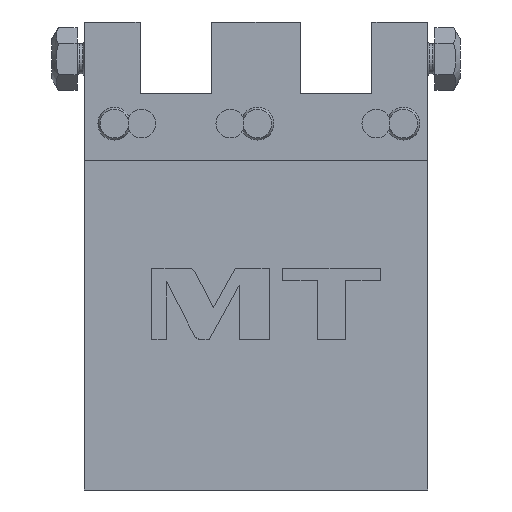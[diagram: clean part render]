
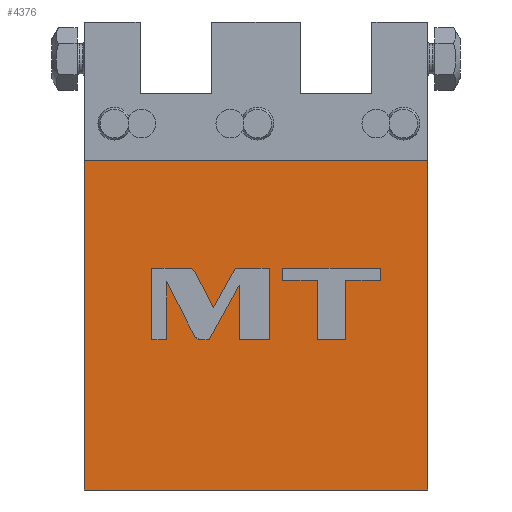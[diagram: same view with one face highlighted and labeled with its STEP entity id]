
A CAD part, left-side view. The second image highlights one B-rep face of the part: STEP entity #4376.
In plain terms, the highlighted planar face has unit normal (-1, 0, 0).
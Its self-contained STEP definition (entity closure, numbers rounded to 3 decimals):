
#693=DIRECTION('',(0.,-1.,0.));
#694=VECTOR('',#693,120.);
#695=CARTESIAN_POINT('',(-36.,63.5,-65.));
#696=LINE('',#695,#694);
#713=DIRECTION('',(0.,-1.,0.));
#714=VECTOR('',#713,120.);
#715=CARTESIAN_POINT('',(-36.,63.5,50.));
#716=LINE('',#715,#714);
#717=CARTESIAN_POINT('',(-36.,24.713,10.872));
#718=CARTESIAN_POINT('',(-36.,25.232,11.876));
#719=CARTESIAN_POINT('',(-36.,26.257,12.5));
#720=CARTESIAN_POINT('',(-36.,27.387,12.5));
#722=DIRECTION('',(0.,1.,0.));
#723=VECTOR('',#722,12.568);
#724=CARTESIAN_POINT('',(-36.,27.387,12.5));
#725=LINE('',#724,#723);
#726=DIRECTION('',(0.,0.,-1.));
#727=VECTOR('',#726,25.);
#728=CARTESIAN_POINT('',(-36.,39.955,12.5));
#729=LINE('',#728,#727);
#730=DIRECTION('',(0.,-1.,0.));
#731=VECTOR('',#730,5.2);
#732=CARTESIAN_POINT('',(-36.,39.955,-12.5));
#733=LINE('',#732,#731);
#734=DIRECTION('',(0.,0.,1.));
#735=VECTOR('',#734,20.253);
#736=CARTESIAN_POINT('',(-36.,34.755,-12.5));
#737=LINE('',#736,#735);
#738=DIRECTION('',(0.,-0.459,-0.888));
#739=VECTOR('',#738,20.967);
#740=CARTESIAN_POINT('',(-36.,34.755,7.753));
#741=LINE('',#740,#739);
#742=CARTESIAN_POINT('',(-36.,25.125,-10.872));
#743=CARTESIAN_POINT('',(-36.,24.605,-11.877));
#744=CARTESIAN_POINT('',(-36.,23.579,-12.5));
#745=CARTESIAN_POINT('',(-36.,22.448,-12.5));
#747=DIRECTION('',(0.,-1.,0.));
#748=VECTOR('',#747,2.608);
#749=CARTESIAN_POINT('',(-36.,22.448,-12.5));
#750=LINE('',#749,#748);
#751=DIRECTION('',(0.,-0.481,0.877));
#752=VECTOR('',#751,21.691);
#753=CARTESIAN_POINT('',(-36.,19.84,-12.5));
#754=LINE('',#753,#752);
#755=DIRECTION('',(0.,0.,-1.));
#756=VECTOR('',#755,19.015);
#757=CARTESIAN_POINT('',(-36.,9.402,6.515));
#758=LINE('',#757,#756);
#759=DIRECTION('',(0.,-1.,0.));
#760=VECTOR('',#759,10.52);
#761=CARTESIAN_POINT('',(-36.,9.402,-12.5));
#762=LINE('',#761,#760);
#763=DIRECTION('',(0.,0.,1.));
#764=VECTOR('',#763,25.);
#765=CARTESIAN_POINT('',(-36.,-1.118,-12.5));
#766=LINE('',#765,#764);
#767=DIRECTION('',(0.,1.,0.));
#768=VECTOR('',#767,11.86);
#769=CARTESIAN_POINT('',(-36.,-1.118,12.5));
#770=LINE('',#769,#768);
#771=DIRECTION('',(0.,0.481,-0.877));
#772=VECTOR('',#771,15.851);
#773=CARTESIAN_POINT('',(-36.,10.742,12.5));
#774=LINE('',#773,#772);
#775=DIRECTION('',(0.,0.459,0.888));
#776=VECTOR('',#775,13.81);
#777=CARTESIAN_POINT('',(-36.,18.37,-1.395));
#778=LINE('',#777,#776);
#779=DIRECTION('',(0.,0.,-1.));
#780=VECTOR('',#779,20.743);
#781=CARTESIAN_POINT('',(-36.,-17.931,8.243));
#782=LINE('',#781,#780);
#783=DIRECTION('',(0.,-1.,0.));
#784=VECTOR('',#783,9.903);
#785=CARTESIAN_POINT('',(-36.,-17.931,-12.5));
#786=LINE('',#785,#784);
#787=DIRECTION('',(0.,0.,1.));
#788=VECTOR('',#787,20.743);
#789=CARTESIAN_POINT('',(-36.,-27.834,-12.5));
#790=LINE('',#789,#788);
#791=DIRECTION('',(0.,-1.,0.));
#792=VECTOR('',#791,12.12);
#793=CARTESIAN_POINT('',(-36.,-27.834,8.243));
#794=LINE('',#793,#792);
#795=DIRECTION('',(0.,0.,1.));
#796=VECTOR('',#795,4.257);
#797=CARTESIAN_POINT('',(-36.,-39.954,8.243));
#798=LINE('',#797,#796);
#799=DIRECTION('',(0.,1.,0.));
#800=VECTOR('',#799,34.143);
#801=CARTESIAN_POINT('',(-36.,-39.954,12.5));
#802=LINE('',#801,#800);
#803=DIRECTION('',(0.,0.,-1.));
#804=VECTOR('',#803,4.257);
#805=CARTESIAN_POINT('',(-36.,-5.811,12.5));
#806=LINE('',#805,#804);
#807=DIRECTION('',(0.,-1.,0.));
#808=VECTOR('',#807,12.12);
#809=CARTESIAN_POINT('',(-36.,-5.811,8.243));
#810=LINE('',#809,#808);
#815=DIRECTION('',(0.,0.,1.));
#816=VECTOR('',#815,115.);
#817=CARTESIAN_POINT('',(-36.,63.5,-65.));
#818=LINE('',#817,#816);
#945=DIRECTION('',(0.,0.,1.));
#946=VECTOR('',#945,115.);
#947=CARTESIAN_POINT('',(-36.,-56.5,-65.));
#948=LINE('',#947,#946);
#2819=CARTESIAN_POINT('',(-36.,63.5,-65.));
#2820=CARTESIAN_POINT('',(-36.,-56.5,-65.));
#2821=VERTEX_POINT('',#2819);
#2822=VERTEX_POINT('',#2820);
#2823=CARTESIAN_POINT('',(-36.,63.5,50.));
#2824=CARTESIAN_POINT('',(-36.,-56.5,50.));
#2825=VERTEX_POINT('',#2823);
#2826=VERTEX_POINT('',#2824);
#3384=VERTEX_POINT('',#717);
#3385=VERTEX_POINT('',#720);
#3386=CARTESIAN_POINT('',(-36.,39.955,12.5));
#3387=VERTEX_POINT('',#3386);
#3388=CARTESIAN_POINT('',(-36.,39.955,-12.5));
#3389=VERTEX_POINT('',#3388);
#3390=CARTESIAN_POINT('',(-36.,34.755,-12.5));
#3391=VERTEX_POINT('',#3390);
#3392=CARTESIAN_POINT('',(-36.,34.755,7.753));
#3393=VERTEX_POINT('',#3392);
#3394=CARTESIAN_POINT('',(-36.,25.125,-10.872));
#3395=VERTEX_POINT('',#3394);
#3396=VERTEX_POINT('',#745);
#3397=CARTESIAN_POINT('',(-36.,19.84,-12.5));
#3398=VERTEX_POINT('',#3397);
#3399=CARTESIAN_POINT('',(-36.,9.402,6.515));
#3400=VERTEX_POINT('',#3399);
#3401=CARTESIAN_POINT('',(-36.,9.402,-12.5));
#3402=VERTEX_POINT('',#3401);
#3403=CARTESIAN_POINT('',(-36.,-1.118,-12.5));
#3404=VERTEX_POINT('',#3403);
#3405=CARTESIAN_POINT('',(-36.,-1.118,12.5));
#3406=VERTEX_POINT('',#3405);
#3407=CARTESIAN_POINT('',(-36.,10.742,12.5));
#3408=VERTEX_POINT('',#3407);
#3409=CARTESIAN_POINT('',(-36.,18.37,-1.395));
#3410=VERTEX_POINT('',#3409);
#3411=CARTESIAN_POINT('',(-36.,-17.931,8.243));
#3412=CARTESIAN_POINT('',(-36.,-17.931,-12.5));
#3413=VERTEX_POINT('',#3411);
#3414=VERTEX_POINT('',#3412);
#3415=CARTESIAN_POINT('',(-36.,-27.834,-12.5));
#3416=VERTEX_POINT('',#3415);
#3417=CARTESIAN_POINT('',(-36.,-27.834,8.243));
#3418=VERTEX_POINT('',#3417);
#3419=CARTESIAN_POINT('',(-36.,-39.954,8.243));
#3420=VERTEX_POINT('',#3419);
#3421=CARTESIAN_POINT('',(-36.,-39.954,12.5));
#3422=VERTEX_POINT('',#3421);
#3423=CARTESIAN_POINT('',(-36.,-5.811,12.5));
#3424=VERTEX_POINT('',#3423);
#3425=CARTESIAN_POINT('',(-36.,-5.811,8.243));
#3426=VERTEX_POINT('',#3425);
#4312=CARTESIAN_POINT('',(-36.,75.5,50.));
#4313=DIRECTION('',(1.,0.,0.));
#4314=DIRECTION('',(0.,0.,-1.));
#4315=AXIS2_PLACEMENT_3D('',#4312,#4313,#4314);
#4316=PLANE('',#4315);
#4317=ORIENTED_EDGE('',*,*,#4300,.F.);
#4319=ORIENTED_EDGE('',*,*,#4318,.T.);
#4321=ORIENTED_EDGE('',*,*,#4320,.T.);
#4323=ORIENTED_EDGE('',*,*,#4322,.F.);
#4324=EDGE_LOOP('',(#4317,#4319,#4321,#4323));
#4325=FACE_OUTER_BOUND('',#4324,.F.);
#4327=ORIENTED_EDGE('',*,*,#4326,.T.);
#4329=ORIENTED_EDGE('',*,*,#4328,.T.);
#4331=ORIENTED_EDGE('',*,*,#4330,.T.);
#4333=ORIENTED_EDGE('',*,*,#4332,.T.);
#4335=ORIENTED_EDGE('',*,*,#4334,.T.);
#4337=ORIENTED_EDGE('',*,*,#4336,.T.);
#4339=ORIENTED_EDGE('',*,*,#4338,.T.);
#4341=ORIENTED_EDGE('',*,*,#4340,.T.);
#4343=ORIENTED_EDGE('',*,*,#4342,.T.);
#4345=ORIENTED_EDGE('',*,*,#4344,.T.);
#4347=ORIENTED_EDGE('',*,*,#4346,.T.);
#4349=ORIENTED_EDGE('',*,*,#4348,.T.);
#4351=ORIENTED_EDGE('',*,*,#4350,.T.);
#4353=ORIENTED_EDGE('',*,*,#4352,.T.);
#4355=ORIENTED_EDGE('',*,*,#4354,.T.);
#4356=EDGE_LOOP('',(#4327,#4329,#4331,#4333,#4335,#4337,#4339,#4341,#4343,#4345,
#4347,#4349,#4351,#4353,#4355));
#4357=FACE_BOUND('',#4356,.F.);
#4359=ORIENTED_EDGE('',*,*,#4358,.T.);
#4361=ORIENTED_EDGE('',*,*,#4360,.T.);
#4363=ORIENTED_EDGE('',*,*,#4362,.T.);
#4365=ORIENTED_EDGE('',*,*,#4364,.T.);
#4367=ORIENTED_EDGE('',*,*,#4366,.T.);
#4369=ORIENTED_EDGE('',*,*,#4368,.T.);
#4371=ORIENTED_EDGE('',*,*,#4370,.T.);
#4373=ORIENTED_EDGE('',*,*,#4372,.T.);
#4374=EDGE_LOOP('',(#4359,#4361,#4363,#4365,#4367,#4369,#4371,#4373));
#4375=FACE_BOUND('',#4374,.F.);
#4376=ADVANCED_FACE('',(#4325,#4357,#4375),#4316,.F.);
#721=B_SPLINE_CURVE_WITH_KNOTS('',3,(#717,#718,#719,#720),.UNSPECIFIED.,.F.,.F.,
(4,4),(0.,1.),.UNSPECIFIED.);
#746=B_SPLINE_CURVE_WITH_KNOTS('',3,(#742,#743,#744,#745),.UNSPECIFIED.,.F.,.F.,
(4,4),(0.,1.),.UNSPECIFIED.);
#4300=EDGE_CURVE('',#2821,#2822,#696,.T.);
#4318=EDGE_CURVE('',#2821,#2825,#818,.T.);
#4320=EDGE_CURVE('',#2825,#2826,#716,.T.);
#4322=EDGE_CURVE('',#2822,#2826,#948,.T.);
#4326=EDGE_CURVE('',#3384,#3385,#721,.T.);
#4328=EDGE_CURVE('',#3385,#3387,#725,.T.);
#4330=EDGE_CURVE('',#3387,#3389,#729,.T.);
#4332=EDGE_CURVE('',#3389,#3391,#733,.T.);
#4334=EDGE_CURVE('',#3391,#3393,#737,.T.);
#4336=EDGE_CURVE('',#3393,#3395,#741,.T.);
#4338=EDGE_CURVE('',#3395,#3396,#746,.T.);
#4340=EDGE_CURVE('',#3396,#3398,#750,.T.);
#4342=EDGE_CURVE('',#3398,#3400,#754,.T.);
#4344=EDGE_CURVE('',#3400,#3402,#758,.T.);
#4346=EDGE_CURVE('',#3402,#3404,#762,.T.);
#4348=EDGE_CURVE('',#3404,#3406,#766,.T.);
#4350=EDGE_CURVE('',#3406,#3408,#770,.T.);
#4352=EDGE_CURVE('',#3408,#3410,#774,.T.);
#4354=EDGE_CURVE('',#3410,#3384,#778,.T.);
#4358=EDGE_CURVE('',#3413,#3414,#782,.T.);
#4360=EDGE_CURVE('',#3414,#3416,#786,.T.);
#4362=EDGE_CURVE('',#3416,#3418,#790,.T.);
#4364=EDGE_CURVE('',#3418,#3420,#794,.T.);
#4366=EDGE_CURVE('',#3420,#3422,#798,.T.);
#4368=EDGE_CURVE('',#3422,#3424,#802,.T.);
#4370=EDGE_CURVE('',#3424,#3426,#806,.T.);
#4372=EDGE_CURVE('',#3426,#3413,#810,.T.);
